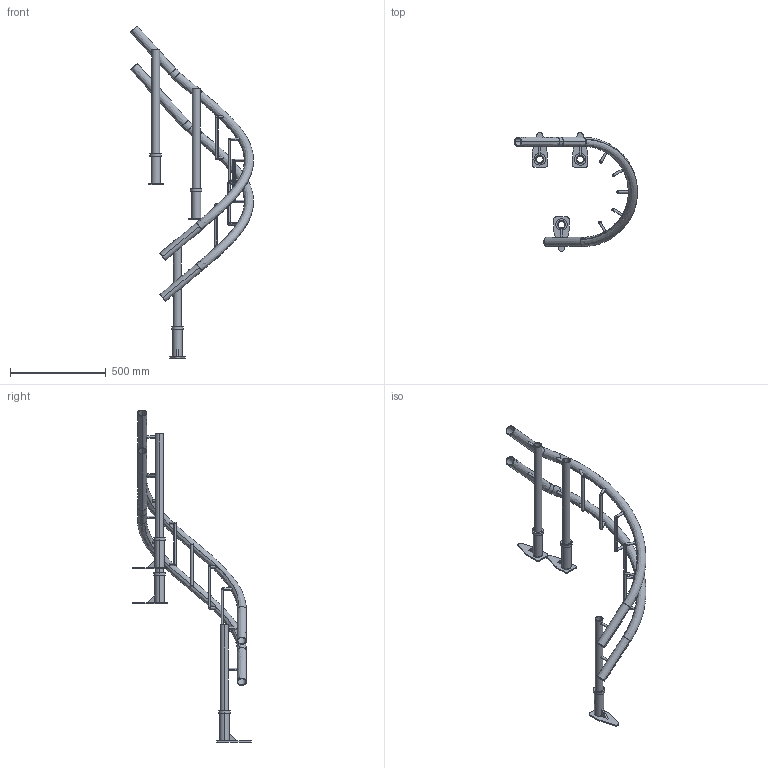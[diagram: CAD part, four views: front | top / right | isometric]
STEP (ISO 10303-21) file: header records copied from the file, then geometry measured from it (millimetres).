
FILE_DESCRIPTION(('CATIA V5 STEP Exchange','CAx-IF Rec.Pracs.--- Model Styling and Organization---1.5--- 2016-08-15','CAx-IF Rec.Pracs.---Supplemental Geometry---1.0---2011-11-01','CAx-IF Rec.Pracs.--- Composite Materials ---3.4---2017-06-13','CAx-IF Rec.Pracs.---Tessellated 3D Geometry---1.0---2015-12-17'),'2;1');
FILE_NAME('1-2.stp','2026-01-19T06:52:07+00:00',('none'),('none'),'CATIA Version 5-6 Release 2022 SP6','CATIA V5 STEP AP242 v3','none');
FILE_SCHEMA(('AP242_MANAGED_MODEL_BASED_3D_ENGINEERING_MIM_LF {1 0 10303 442 1 1 4}'));
Length unit declared in the file: millimetre
Products named in the file (1): 1-2
Bounding box: 640.95 x 618.8 x 1731.58 mm (x, y, z)
Volume: 2943643.2 mm3; surface area: 1790093.1 mm2
Topology: 14 solids, 14 shells, 284 faces, 650 edges, 393 vertices
Faces by surface type: cylinder 121, plane 99, bspline 44, sphere 10, torus 10
Entity records: 15419 total; most frequent: CARTESIAN_POINT 9751, ORIENTED_EDGE 1280, DIRECTION 862, EDGE_CURVE 640, AXIS2_PLACEMENT_3D 426, VERTEX_POINT 393, EDGE_LOOP 314, ADVANCED_FACE 284
